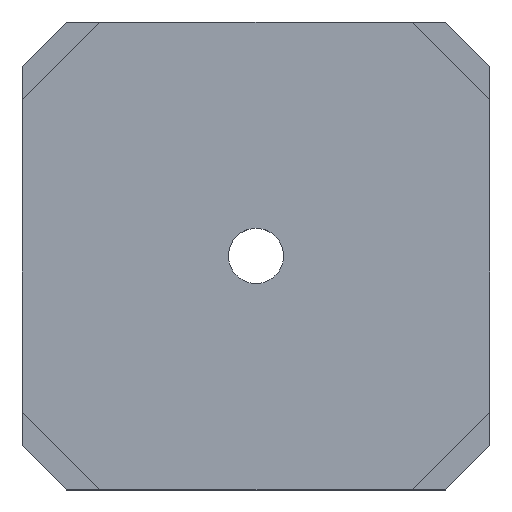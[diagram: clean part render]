
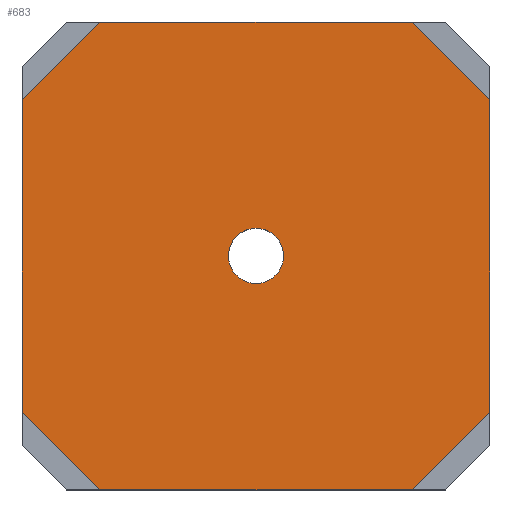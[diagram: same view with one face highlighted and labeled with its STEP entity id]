
A CAD part, top view. The second image highlights one B-rep face of the part: STEP entity #683.
In plain terms, the highlighted planar face has unit normal (0, 0, 1).
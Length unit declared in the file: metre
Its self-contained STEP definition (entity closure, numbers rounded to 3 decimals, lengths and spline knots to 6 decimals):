
#44=LINE('',#1092,#100);
#45=LINE('',#1095,#101);
#46=LINE('',#1097,#102);
#47=LINE('',#1099,#103);
#48=LINE('',#1101,#104);
#49=LINE('',#1103,#105);
#50=LINE('',#1105,#106);
#51=LINE('',#1107,#107);
#100=VECTOR('',#888,1.);
#101=VECTOR('',#889,1.);
#102=VECTOR('',#890,1.);
#103=VECTOR('',#891,1.);
#104=VECTOR('',#892,1.);
#105=VECTOR('',#893,1.);
#106=VECTOR('',#894,1.);
#107=VECTOR('',#895,1.);
#203=ORIENTED_EDGE('',*,*,#367,.F.);
#204=ORIENTED_EDGE('',*,*,#368,.T.);
#205=ORIENTED_EDGE('',*,*,#369,.T.);
#206=ORIENTED_EDGE('',*,*,#370,.T.);
#207=ORIENTED_EDGE('',*,*,#371,.T.);
#208=ORIENTED_EDGE('',*,*,#372,.T.);
#209=ORIENTED_EDGE('',*,*,#373,.T.);
#210=ORIENTED_EDGE('',*,*,#374,.T.);
#211=ORIENTED_EDGE('',*,*,#375,.T.);
#367=EDGE_CURVE('',#445,#445,#491,.T.);
#368=EDGE_CURVE('',#446,#447,#44,.T.);
#369=EDGE_CURVE('',#447,#448,#45,.T.);
#370=EDGE_CURVE('',#448,#449,#46,.T.);
#371=EDGE_CURVE('',#449,#450,#47,.T.);
#372=EDGE_CURVE('',#450,#451,#48,.T.);
#373=EDGE_CURVE('',#451,#452,#49,.T.);
#374=EDGE_CURVE('',#452,#453,#50,.T.);
#375=EDGE_CURVE('',#453,#446,#51,.T.);
#445=VERTEX_POINT('',#1091);
#446=VERTEX_POINT('',#1093);
#447=VERTEX_POINT('',#1094);
#448=VERTEX_POINT('',#1096);
#449=VERTEX_POINT('',#1098);
#450=VERTEX_POINT('',#1100);
#451=VERTEX_POINT('',#1102);
#452=VERTEX_POINT('',#1104);
#453=VERTEX_POINT('',#1106);
#491=CIRCLE('',#760,0.0025);
#521=EDGE_LOOP('',(#203));
#522=EDGE_LOOP('',(#204,#205,#206,#207,#208,#209,#210,#211));
#591=FACE_BOUND('',#521,.T.);
#592=FACE_BOUND('',#522,.T.);
#651=PLANE('',#759);
#683=ADVANCED_FACE('',(#591,#592),#651,.T.);
#759=AXIS2_PLACEMENT_3D('',#1089,#884,#885);
#760=AXIS2_PLACEMENT_3D('',#1090,#886,#887);
#884=DIRECTION('',(0.,0.,1.));
#885=DIRECTION('',(1.,0.,0.));
#886=DIRECTION('',(0.,0.,1.));
#887=DIRECTION('',(1.,0.,0.));
#888=DIRECTION('',(0.,-1.,0.));
#889=DIRECTION('',(0.707,-0.707,0.));
#890=DIRECTION('',(1.,0.,0.));
#891=DIRECTION('',(0.707,0.707,0.));
#892=DIRECTION('',(0.,1.,0.));
#893=DIRECTION('',(-0.707,0.707,0.));
#894=DIRECTION('',(-1.,0.,0.));
#895=DIRECTION('',(-0.707,-0.707,0.));
#1089=CARTESIAN_POINT('',(0.,0.,0.008));
#1090=CARTESIAN_POINT('',(0.,0.,0.008));
#1091=CARTESIAN_POINT('',(0.0025,0.,0.008));
#1092=CARTESIAN_POINT('',(-0.02115,0.01415,0.008));
#1093=CARTESIAN_POINT('',(-0.02115,0.01415,0.008));
#1094=CARTESIAN_POINT('',(-0.02115,-0.01415,0.008));
#1095=CARTESIAN_POINT('',(-0.02115,-0.01415,0.008));
#1096=CARTESIAN_POINT('',(-0.01415,-0.02115,0.008));
#1097=CARTESIAN_POINT('',(-0.01415,-0.02115,0.008));
#1098=CARTESIAN_POINT('',(0.01415,-0.02115,0.008));
#1099=CARTESIAN_POINT('',(0.02115,-0.01415,0.008));
#1100=CARTESIAN_POINT('',(0.02115,-0.01415,0.008));
#1101=CARTESIAN_POINT('',(0.02115,0.01415,0.008));
#1102=CARTESIAN_POINT('',(0.02115,0.01415,0.008));
#1103=CARTESIAN_POINT('',(0.01415,0.02115,0.008));
#1104=CARTESIAN_POINT('',(0.01415,0.02115,0.008));
#1105=CARTESIAN_POINT('',(-0.01415,0.02115,0.008));
#1106=CARTESIAN_POINT('',(-0.01415,0.02115,0.008));
#1107=CARTESIAN_POINT('',(-0.01415,0.02115,0.008));
